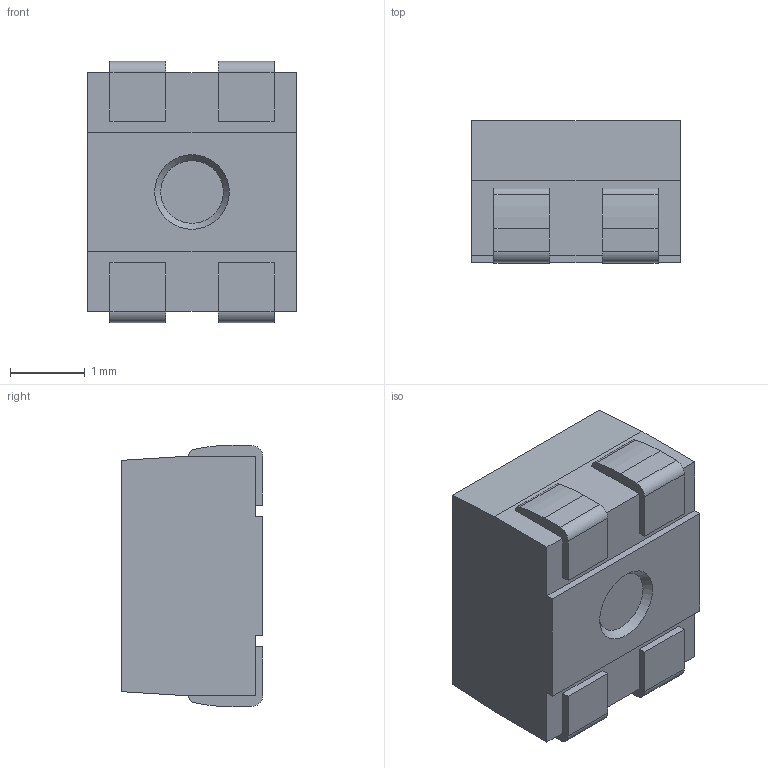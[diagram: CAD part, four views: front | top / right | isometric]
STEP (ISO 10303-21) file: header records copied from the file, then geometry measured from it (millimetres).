
FILE_DESCRIPTION(/* description */ (''),/* implementation_level */ '2;1');
FILE_NAME(/* name */ 'LED-3528.step',/* time_stamp */ '2023-11-08T21:03:23+03:00',/* author */ ('Sandman'),/* organization */ (''),/* preprocessor_version */ 'ST-DEVELOPER v18.1',/* originating_system */ 'Autodesk Inventor 2021',/* authorisation */ '');
FILE_SCHEMA (('AUTOMOTIVE_DESIGN { 1 0 10303 214 3 1 1 }'));
Length unit declared in the file: millimetre
Products named in the file (1): LED-3528
Bounding box: 2.8 x 1.9 x 3.5 mm (x, y, z)
Volume: 14.2 mm3; surface area: 55.7 mm2
Topology: 8 solids, 8 shells, 92 faces, 214 edges, 140 vertices
Faces by surface type: plane 74, cylinder 16, cone 2
Entity records: 2741 total; most frequent: CARTESIAN_POINT 447, DIRECTION 440, ORIENTED_EDGE 428, EDGE_CURVE 214, LINE 174, VECTOR 174, VERTEX_POINT 140, AXIS2_PLACEMENT_3D 133
